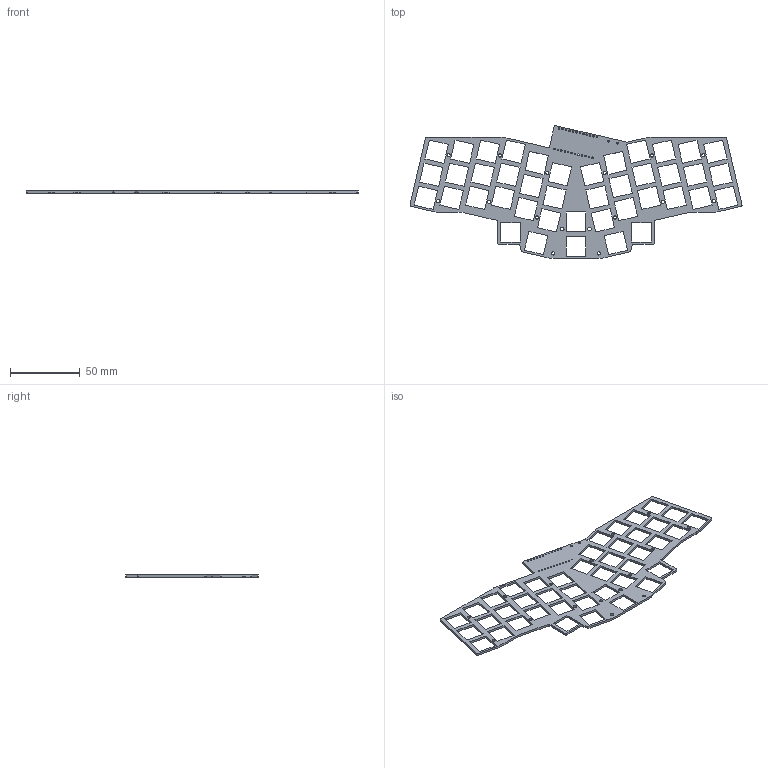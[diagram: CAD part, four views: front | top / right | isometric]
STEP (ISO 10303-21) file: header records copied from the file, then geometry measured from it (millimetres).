
FILE_DESCRIPTION(('KiCad electronic assembly'),'2;1');
FILE_NAME('41_1350_pcb_plate.step','2023-06-27T12:31:56',('Pcbnew'),( 'Kicad'),'Open CASCADE STEP processor 7.6','KiCad to STEP converter' ,'Unknown');
FILE_SCHEMA(('AUTOMOTIVE_DESIGN { 1 0 10303 214 1 1 1 1 }'));
Length unit declared in the file: millimetre
Products named in the file (2): 41_1350_pcb_plate 1; PCB
Assembly tree (1 placements, depth 2):
  41_1350_pcb_plate 1
    PCB
Bounding box: 238.7 x 95.33 x 1.58 mm (x, y, z)
Volume: 11594.2 mm3; surface area: 19689.9 mm2
Topology: 1 solids, 1 shells, 444 faces, 1326 edges, 884 vertices
Faces by surface type: plane 404, cylinder 40
Full cylindrical faces by diameter (mm): 1.092 x24, 1.3 x2, 2.3 x14
Entity records: 32551 total; most frequent: CARTESIAN_POINT 5788, DIRECTION 4870, LINE 3818, VECTOR 3818, ORIENTED_EDGE 2652, PCURVE 2652, DEFINITIONAL_REPRESENTATION 2652, EDGE_CURVE 1326
